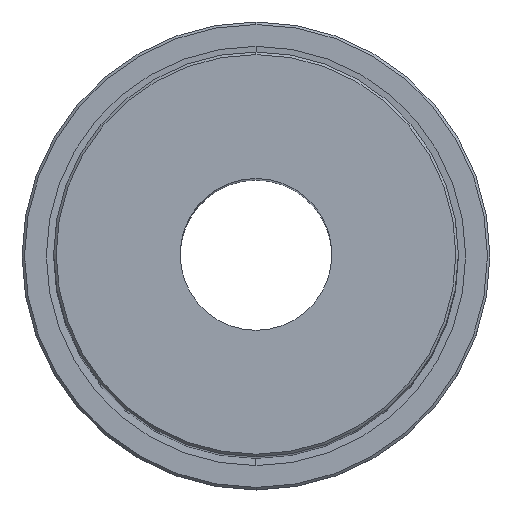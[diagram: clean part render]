
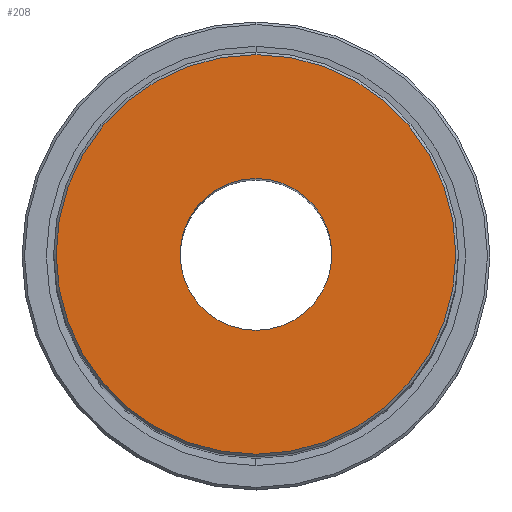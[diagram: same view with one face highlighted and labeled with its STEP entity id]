
A CAD part, top view. The second image highlights one B-rep face of the part: STEP entity #208.
In plain terms, the highlighted planar face has unit normal (0, 0, 1).
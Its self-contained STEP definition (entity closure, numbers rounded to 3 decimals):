
#192=VERTEX_POINT('NONE',#435);
#202=EDGE_CURVE('NONE',#230,#192,#445,.T.);
#208=ADVANCED_FACE('NONE',(#452,#453),#454,.T.);
#230=VERTEX_POINT('NONE',#479);
#250=EDGE_CURVE('NONE',#280,#276,#501,.T.);
#268=EDGE_CURVE('NONE',#276,#280,#523,.T.);
#276=VERTEX_POINT('NONE',#535);
#280=VERTEX_POINT('NONE',#540);
#318=EDGE_CURVE('NONE',#192,#230,#580,.T.);
#435=CARTESIAN_POINT('',(0.0,-6.,74.0));
#445=CIRCLE('',#727,6.);
#452=FACE_OUTER_BOUND('',#734,.T.);
#453=FACE_BOUND('',#735,.T.);
#454=PLANE('',#736);
#479=CARTESIAN_POINT('',(0.,6.,74.0));
#501=CIRCLE('',#797,15.8);
#523=CIRCLE('',#824,15.8);
#535=CARTESIAN_POINT('',(0.0,-15.8,74.0));
#540=CARTESIAN_POINT('',(0.,15.8,74.0));
#580=CIRCLE('',#894,6.);
#727=AXIS2_PLACEMENT_3D('',#1040,#1041,#1042);
#734=EDGE_LOOP('',(#1052,#1053));
#735=EDGE_LOOP('',(#1054,#1055));
#736=AXIS2_PLACEMENT_3D('',#1056,#1057,#1058);
#797=AXIS2_PLACEMENT_3D('',#1118,#1119,#1120);
#824=AXIS2_PLACEMENT_3D('',#1165,#1166,#1167);
#894=AXIS2_PLACEMENT_3D('',#1237,#1238,#1239);
#1040=CARTESIAN_POINT('',(0.0,0.0,74.0));
#1041=DIRECTION('',(0.0,0.0,-1.0));
#1042=DIRECTION('',(0.0,-1.0,0.0));
#1052=ORIENTED_EDGE('',*,*,#268,.T.);
#1053=ORIENTED_EDGE('',*,*,#250,.T.);
#1054=ORIENTED_EDGE('',*,*,#318,.T.);
#1055=ORIENTED_EDGE('',*,*,#202,.T.);
#1056=CARTESIAN_POINT('',(-6.,0.0,74.0));
#1057=DIRECTION('',(0.0,-0.0,1.0));
#1058=DIRECTION('',(0.0,1.0,0.0));
#1118=CARTESIAN_POINT('',(0.0,0.0,74.0));
#1119=DIRECTION('',(0.0,-0.0,1.0));
#1120=DIRECTION('',(0.0,1.0,0.0));
#1165=CARTESIAN_POINT('',(0.0,0.0,74.0));
#1166=DIRECTION('',(0.0,-0.0,1.0));
#1167=DIRECTION('',(0.0,1.0,0.0));
#1237=CARTESIAN_POINT('',(0.0,0.0,74.0));
#1238=DIRECTION('',(0.0,0.0,-1.0));
#1239=DIRECTION('',(0.0,-1.0,0.0));
